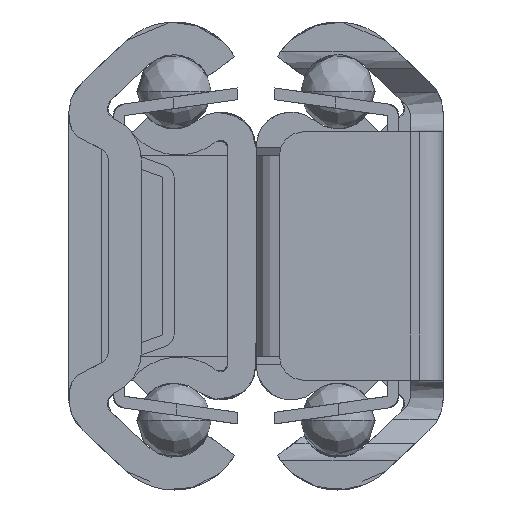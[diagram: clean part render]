
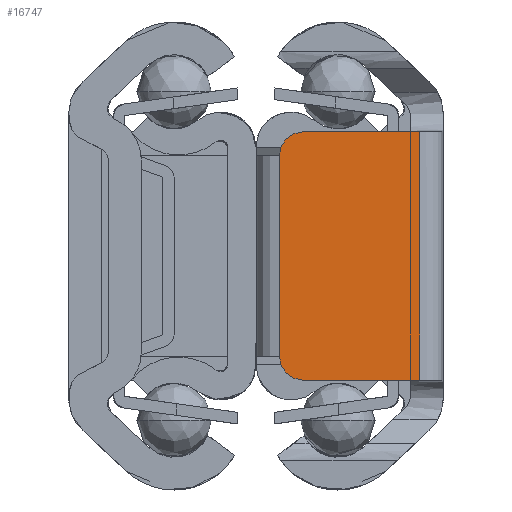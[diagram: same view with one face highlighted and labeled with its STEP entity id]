
A CAD part, left-side view. The second image highlights one B-rep face of the part: STEP entity #16747.
In plain terms, the highlighted free-form (B-spline) face has degree [1, 1] with [2, 2] control points.
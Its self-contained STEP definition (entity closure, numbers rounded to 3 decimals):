
#14582=CARTESIAN_POINT('',(300.0,-1.,5.3));
#14583=VERTEX_POINT('',#14582);
#14599=CARTESIAN_POINT('',(300.0,-1.,-5.3));
#14600=VERTEX_POINT('',#14599);
#14601=CARTESIAN_POINT('',(300.0,-1.,-5.3));
#14602=CARTESIAN_POINT('',(300.0,-1.,5.3));
#14603=QUASI_UNIFORM_CURVE('',1,(#14601,#14602),.UNSPECIFIED.,.F.,.U.);
#14604=EDGE_CURVE('',#14600,#14583,#14603,.T.);
#14735=CARTESIAN_POINT('',(300.0,-7.,-4.3));
#14736=VERTEX_POINT('',#14735);
#14737=CARTESIAN_POINT('',(300.0,-6.0,-5.3));
#14738=VERTEX_POINT('',#14737);
#14739=CARTESIAN_POINT('',(300.0,-7.0,-4.3));
#14740=CARTESIAN_POINT('',(300.,-7.,-5.3));
#14741=CARTESIAN_POINT('',(300.0,-6.0,-5.3));
#14749=(BOUNDED_CURVE()B_SPLINE_CURVE(2,(#14739,#14740,#14741),.UNSPECIFIED.,.F.,.U.)CURVE()GEOMETRIC_REPRESENTATION_ITEM()QUASI_UNIFORM_CURVE()RATIONAL_B_SPLINE_CURVE((1.0,0.707,1.0))REPRESENTATION_ITEM(''));
#14750=EDGE_CURVE('',#14736,#14738,#14749,.T.);
#14771=CARTESIAN_POINT('',(300.0,-7.,4.3));
#14772=VERTEX_POINT('',#14771);
#14773=CARTESIAN_POINT('',(300.0,-7.,4.3));
#14774=CARTESIAN_POINT('',(300.0,-7.,-4.3));
#14775=QUASI_UNIFORM_CURVE('',1,(#14773,#14774),.UNSPECIFIED.,.F.,.U.);
#14776=EDGE_CURVE('',#14772,#14736,#14775,.T.);
#14802=CARTESIAN_POINT('',(300.0,-6.0,5.3));
#14803=VERTEX_POINT('',#14802);
#14804=CARTESIAN_POINT('',(300.0,-6.0,5.3));
#14805=CARTESIAN_POINT('',(300.,-7.,5.3));
#14806=CARTESIAN_POINT('',(300.0,-7.0,4.3));
#14814=(BOUNDED_CURVE()B_SPLINE_CURVE(2,(#14804,#14805,#14806),.UNSPECIFIED.,.F.,.U.)CURVE()GEOMETRIC_REPRESENTATION_ITEM()QUASI_UNIFORM_CURVE()RATIONAL_B_SPLINE_CURVE((1.0,0.707,1.0))REPRESENTATION_ITEM(''));
#14815=EDGE_CURVE('',#14803,#14772,#14814,.T.);
#14832=CARTESIAN_POINT('',(300.0,-1.,5.3));
#14833=CARTESIAN_POINT('',(300.0,-6.0,5.3));
#14834=QUASI_UNIFORM_CURVE('',1,(#14832,#14833),.UNSPECIFIED.,.F.,.U.);
#14835=EDGE_CURVE('',#14583,#14803,#14834,.T.);
#15355=CARTESIAN_POINT('',(300.0,-1.,-5.3));
#15356=CARTESIAN_POINT('',(300.0,-6.0,-5.3));
#15357=QUASI_UNIFORM_CURVE('',1,(#15355,#15356),.UNSPECIFIED.,.F.,.U.);
#15358=EDGE_CURVE('',#14600,#14738,#15357,.T.);
#16734=CARTESIAN_POINT('',(300.0,-7.3,5.829));
#16735=CARTESIAN_POINT('',(300.0,-0.7,5.829));
#16736=CARTESIAN_POINT('',(300.0,-7.3,-5.829));
#16737=CARTESIAN_POINT('',(300.0,-0.7,-5.829));
#16738=B_SPLINE_SURFACE_WITH_KNOTS('',1,1,((#16734,#16736),(#16735,#16737)),.UNSPECIFIED.,.F.,.F.,.U.,(2,2),(2,2),(0.0,6.599),(0.0,11.659),.UNSPECIFIED.);
#16739=ORIENTED_EDGE('',*,*,#15358,.F.);
#16740=ORIENTED_EDGE('',*,*,#14604,.T.);
#16741=ORIENTED_EDGE('',*,*,#14835,.T.);
#16742=ORIENTED_EDGE('',*,*,#14815,.T.);
#16743=ORIENTED_EDGE('',*,*,#14776,.T.);
#16744=ORIENTED_EDGE('',*,*,#14750,.T.);
#16745=EDGE_LOOP('',(#16739,#16740,#16741,#16742,#16743,#16744));
#16746=FACE_OUTER_BOUND('',#16745,.T.);
#16747=ADVANCED_FACE('',(#16746),#16738,.F.);
